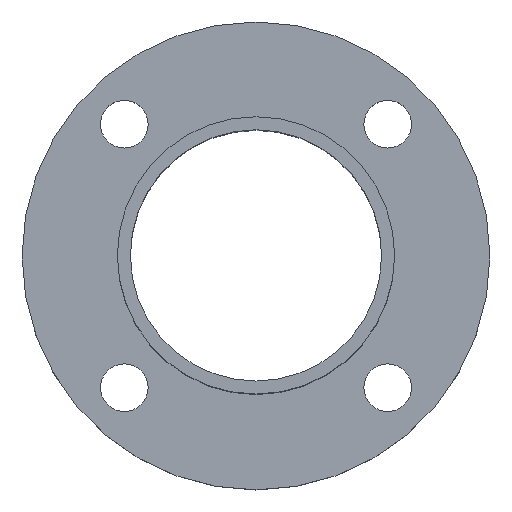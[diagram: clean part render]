
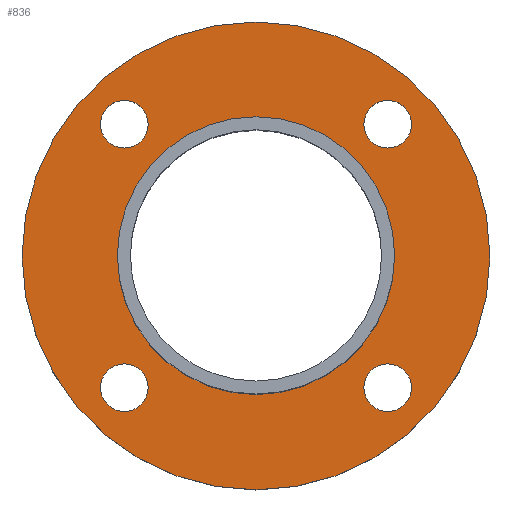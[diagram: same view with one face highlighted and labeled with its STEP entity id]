
A CAD part, top view. The second image highlights one B-rep face of the part: STEP entity #836.
In plain terms, the highlighted planar face has unit normal (0, 0, 1).
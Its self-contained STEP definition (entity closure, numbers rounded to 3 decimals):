
#11 = ORIENTED_EDGE ( 'NONE', *, *, #817, .F. ) ;
#16 = CARTESIAN_POINT ( 'NONE',  ( -12.453, -15.203, -14.5 ) ) ;
#20 = CARTESIAN_POINT ( 'NONE',  ( 15.203, -15.203, -14.5 ) ) ;
#28 = VERTEX_POINT ( 'NONE', #492 ) ;
#34 = CARTESIAN_POINT ( 'NONE',  ( -15.203, -15.203, -14.5 ) ) ;
#40 = ORIENTED_EDGE ( 'NONE', *, *, #74, .F. ) ;
#41 = DIRECTION ( 'NONE',  ( 0., 0., 1. ) ) ;
#65 = DIRECTION ( 'NONE',  ( 1., 0., 0. ) ) ;
#67 = CIRCLE ( 'NONE', #691, 2.75 ) ;
#74 = EDGE_CURVE ( 'NONE', #910, #270, #301, .T. ) ;
#83 = CIRCLE ( 'NONE', #558, 2.75 ) ;
#99 = DIRECTION ( 'NONE',  ( 1., 0., 0. ) ) ;
#107 = CARTESIAN_POINT ( 'NONE',  ( -15.203, -15.203, -14.5 ) ) ;
#114 = FACE_BOUND ( 'NONE', #314, .T. ) ;
#120 = VERTEX_POINT ( 'NONE', #655 ) ;
#126 = CIRCLE ( 'NONE', #327, 27. ) ;
#138 = CARTESIAN_POINT ( 'NONE',  ( 17.953, -15.203, -14.5 ) ) ;
#148 = AXIS2_PLACEMENT_3D ( 'NONE', #34, #326, #399 ) ;
#168 = CARTESIAN_POINT ( 'NONE',  ( 15.203, 15.203, -14.5 ) ) ;
#172 = DIRECTION ( 'NONE',  ( 0., 0., 1. ) ) ;
#182 = DIRECTION ( 'NONE',  ( 0., 0., 1. ) ) ;
#185 = ORIENTED_EDGE ( 'NONE', *, *, #577, .F. ) ;
#186 = CARTESIAN_POINT ( 'NONE',  ( -15.203, 15.203, -14.5 ) ) ;
#187 = ORIENTED_EDGE ( 'NONE', *, *, #764, .F. ) ;
#203 = EDGE_CURVE ( 'NONE', #520, #28, #126, .T. ) ;
#208 = CARTESIAN_POINT ( 'NONE',  ( 0., 0., -14.5 ) ) ;
#211 = ORIENTED_EDGE ( 'NONE', *, *, #688, .T. ) ;
#220 = CARTESIAN_POINT ( 'NONE',  ( -17.953, -15.203, -14.5 ) ) ;
#229 = EDGE_CURVE ( 'NONE', #493, #120, #342, .T. ) ;
#232 = EDGE_LOOP ( 'NONE', ( #790, #185 ) ) ;
#237 = FACE_BOUND ( 'NONE', #232, .T. ) ;
#244 = FACE_BOUND ( 'NONE', #827, .T. ) ;
#246 = DIRECTION ( 'NONE',  ( 0., 0., 1. ) ) ;
#264 = EDGE_CURVE ( 'NONE', #417, #665, #83, .T. ) ;
#270 = VERTEX_POINT ( 'NONE', #138 ) ;
#287 = DIRECTION ( 'NONE',  ( 0., 0., 1. ) ) ;
#290 = EDGE_LOOP ( 'NONE', ( #446, #211 ) ) ;
#301 = CIRCLE ( 'NONE', #483, 2.75 ) ;
#302 = FACE_BOUND ( 'NONE', #601, .T. ) ;
#309 = DIRECTION ( 'NONE',  ( 0., 0., 1. ) ) ;
#314 = EDGE_LOOP ( 'NONE', ( #712, #395 ) ) ;
#325 = AXIS2_PLACEMENT_3D ( 'NONE', #168, #246, #735 ) ;
#326 = DIRECTION ( 'NONE',  ( 0., 0., 1. ) ) ;
#327 = AXIS2_PLACEMENT_3D ( 'NONE', #486, #287, #630 ) ;
#342 = CIRCLE ( 'NONE', #842, 16. ) ;
#344 = AXIS2_PLACEMENT_3D ( 'NONE', #208, #765, #481 ) ;
#347 = CIRCLE ( 'NONE', #539, 2.75 ) ;
#351 = ORIENTED_EDGE ( 'NONE', *, *, #618, .F. ) ;
#359 = CIRCLE ( 'NONE', #822, 2.75 ) ;
#382 = ORIENTED_EDGE ( 'NONE', *, *, #848, .F. ) ;
#388 = VERTEX_POINT ( 'NONE', #220 ) ;
#395 = ORIENTED_EDGE ( 'NONE', *, *, #491, .F. ) ;
#399 = DIRECTION ( 'NONE',  ( 1., 0., 0. ) ) ;
#408 = CARTESIAN_POINT ( 'NONE',  ( 0., 0., -14.5 ) ) ;
#417 = VERTEX_POINT ( 'NONE', #532 ) ;
#418 = CARTESIAN_POINT ( 'NONE',  ( 15.203, 15.203, -14.5 ) ) ;
#446 = ORIENTED_EDGE ( 'NONE', *, *, #203, .T. ) ;
#460 = DIRECTION ( 'NONE',  ( 1., 0., 0. ) ) ;
#481 = DIRECTION ( 'NONE',  ( 1., 0., 0. ) ) ;
#483 = AXIS2_PLACEMENT_3D ( 'NONE', #20, #861, #882 ) ;
#486 = CARTESIAN_POINT ( 'NONE',  ( 0., 0., -14.5 ) ) ;
#491 = EDGE_CURVE ( 'NONE', #665, #417, #611, .T. ) ;
#492 = CARTESIAN_POINT ( 'NONE',  ( 27., 0., -14.5 ) ) ;
#493 = VERTEX_POINT ( 'NONE', #893 ) ;
#508 = DIRECTION ( 'NONE',  ( 1., 0., 0. ) ) ;
#516 = PLANE ( 'NONE',  #886 ) ;
#520 = VERTEX_POINT ( 'NONE', #896 ) ;
#522 = CIRCLE ( 'NONE', #537, 27. ) ;
#524 = DIRECTION ( 'NONE',  ( 1., 0., 0. ) ) ;
#526 = CARTESIAN_POINT ( 'NONE',  ( 17.953, 15.203, -14.5 ) ) ;
#532 = CARTESIAN_POINT ( 'NONE',  ( -17.953, 15.203, -14.5 ) ) ;
#537 = AXIS2_PLACEMENT_3D ( 'NONE', #654, #41, #585 ) ;
#539 = AXIS2_PLACEMENT_3D ( 'NONE', #799, #182, #508 ) ;
#558 = AXIS2_PLACEMENT_3D ( 'NONE', #620, #769, #909 ) ;
#561 = DIRECTION ( 'NONE',  ( 0., 0., 1. ) ) ;
#564 = ORIENTED_EDGE ( 'NONE', *, *, #759, .F. ) ;
#577 = EDGE_CURVE ( 'NONE', #120, #493, #729, .T. ) ;
#585 = DIRECTION ( 'NONE',  ( 1., 0., 0. ) ) ;
#601 = EDGE_LOOP ( 'NONE', ( #564, #351 ) ) ;
#611 = CIRCLE ( 'NONE', #748, 2.75 ) ;
#618 = EDGE_CURVE ( 'NONE', #787, #892, #67, .T. ) ;
#620 = CARTESIAN_POINT ( 'NONE',  ( -15.203, 15.203, -14.5 ) ) ;
#630 = DIRECTION ( 'NONE',  ( 1., 0., 0. ) ) ;
#637 = CARTESIAN_POINT ( 'NONE',  ( 0., 0., -14.5 ) ) ;
#654 = CARTESIAN_POINT ( 'NONE',  ( 0., 0., -14.5 ) ) ;
#655 = CARTESIAN_POINT ( 'NONE',  ( -16., 0., -14.5 ) ) ;
#658 = CARTESIAN_POINT ( 'NONE',  ( 12.453, 15.203, -14.5 ) ) ;
#665 = VERTEX_POINT ( 'NONE', #772 ) ;
#688 = EDGE_CURVE ( 'NONE', #28, #520, #522, .T. ) ;
#691 = AXIS2_PLACEMENT_3D ( 'NONE', #418, #788, #697 ) ;
#697 = DIRECTION ( 'NONE',  ( 1., 0., 0. ) ) ;
#706 = CIRCLE ( 'NONE', #325, 2.75 ) ;
#712 = ORIENTED_EDGE ( 'NONE', *, *, #264, .F. ) ;
#729 = CIRCLE ( 'NONE', #344, 16. ) ;
#735 = DIRECTION ( 'NONE',  ( 1., 0., 0. ) ) ;
#743 = DIRECTION ( 'NONE',  ( 0., 0., 1. ) ) ;
#748 = AXIS2_PLACEMENT_3D ( 'NONE', #186, #743, #460 ) ;
#759 = EDGE_CURVE ( 'NONE', #892, #787, #706, .T. ) ;
#761 = EDGE_LOOP ( 'NONE', ( #187, #11 ) ) ;
#764 = EDGE_CURVE ( 'NONE', #388, #877, #829, .T. ) ;
#765 = DIRECTION ( 'NONE',  ( 0., 0., 1. ) ) ;
#769 = DIRECTION ( 'NONE',  ( 0., 0., 1. ) ) ;
#772 = CARTESIAN_POINT ( 'NONE',  ( -12.453, 15.203, -14.5 ) ) ;
#787 = VERTEX_POINT ( 'NONE', #526 ) ;
#788 = DIRECTION ( 'NONE',  ( 0., 0., 1. ) ) ;
#790 = ORIENTED_EDGE ( 'NONE', *, *, #229, .F. ) ;
#799 = CARTESIAN_POINT ( 'NONE',  ( 15.203, -15.203, -14.5 ) ) ;
#817 = EDGE_CURVE ( 'NONE', #877, #388, #359, .T. ) ;
#822 = AXIS2_PLACEMENT_3D ( 'NONE', #107, #172, #524 ) ;
#827 = EDGE_LOOP ( 'NONE', ( #40, #382 ) ) ;
#829 = CIRCLE ( 'NONE', #148, 2.75 ) ;
#836 = ADVANCED_FACE ( 'NONE', ( #114, #856, #244, #302, #237, #865 ), #516, .T. ) ;
#842 = AXIS2_PLACEMENT_3D ( 'NONE', #408, #561, #65 ) ;
#848 = EDGE_CURVE ( 'NONE', #270, #910, #347, .T. ) ;
#856 = FACE_BOUND ( 'NONE', #761, .T. ) ;
#861 = DIRECTION ( 'NONE',  ( 0., 0., 1. ) ) ;
#865 = FACE_OUTER_BOUND ( 'NONE', #290, .T. ) ;
#877 = VERTEX_POINT ( 'NONE', #16 ) ;
#882 = DIRECTION ( 'NONE',  ( 1., 0., 0. ) ) ;
#886 = AXIS2_PLACEMENT_3D ( 'NONE', #637, #309, #99 ) ;
#888 = CARTESIAN_POINT ( 'NONE',  ( 12.453, -15.203, -14.5 ) ) ;
#892 = VERTEX_POINT ( 'NONE', #658 ) ;
#893 = CARTESIAN_POINT ( 'NONE',  ( 16., 0., -14.5 ) ) ;
#896 = CARTESIAN_POINT ( 'NONE',  ( -27., 0., -14.5 ) ) ;
#909 = DIRECTION ( 'NONE',  ( 1., 0., 0. ) ) ;
#910 = VERTEX_POINT ( 'NONE', #888 ) ;
